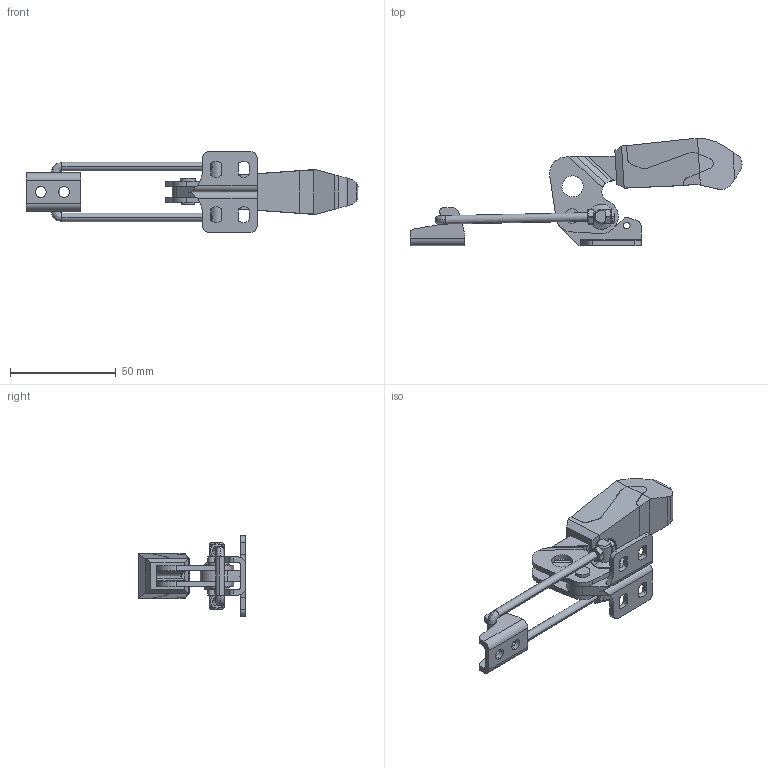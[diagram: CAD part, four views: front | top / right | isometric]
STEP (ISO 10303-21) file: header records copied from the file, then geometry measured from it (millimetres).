
FILE_DESCRIPTION (( 'STEP AP214' ), '1' );
FILE_NAME ('500230', '2019-01-31T12:08:48', ( '' ), ('JUGARD+KÜNSTNER GmbH'), 'SwSTEP 2.0', 'SolidWorks 2017', '' );
FILE_SCHEMA (( 'AUTOMOTIVE_DESIGN' ));
Length unit declared in the file: millimetre
Products named in the file (5): 500230_CNAJF00; Kopie von Gegenhalter^500230; Kopie von Fuss^500230; Kopie von B_X2_00FC_X0_gel^500230; Kopie von 500230^500230
Assembly tree (4 placements, depth 2):
  500230_CNAJF00
    Kopie von 500230^500230
    Kopie von B_X2_00FC_X0_gel^500230
    Kopie von Fuss^500230
    Kopie von Gegenhalter^500230
Bounding box: 157.15 x 50.76 x 38 mm (x, y, z)
Volume: 35428.7 mm3; surface area: 18291 mm2
Topology: 4 solids, 4 shells, 363 faces, 1008 edges, 668 vertices
Faces by surface type: cylinder 177, plane 143, cone 31, bspline 12
Entity records: 12704 total; most frequent: CARTESIAN_POINT 2874, ORIENTED_EDGE 2016, DIRECTION 1946, EDGE_CURVE 1008, AXIS2_PLACEMENT_3D 726, VERTEX_POINT 668, LINE 494, VECTOR 494
